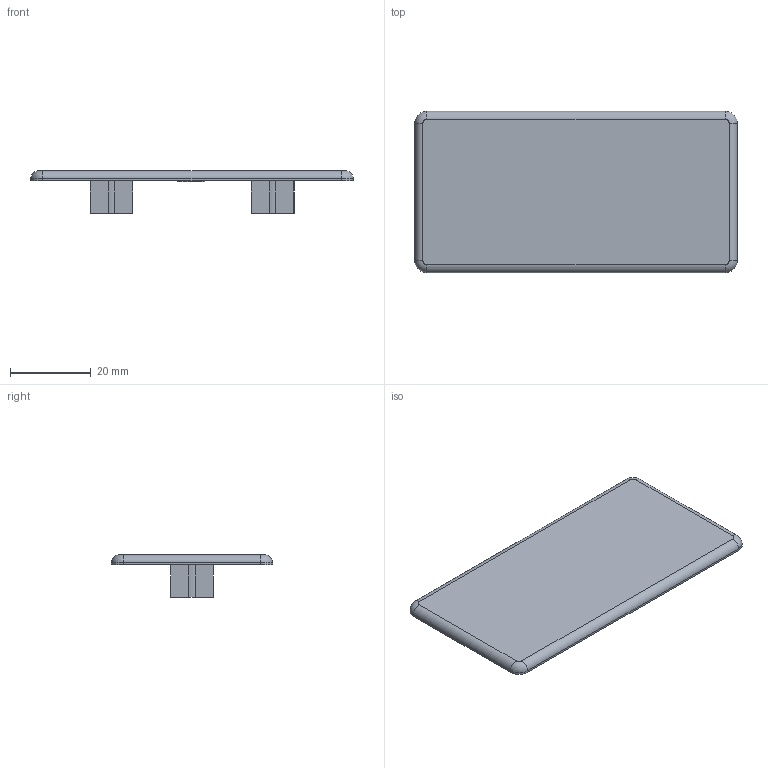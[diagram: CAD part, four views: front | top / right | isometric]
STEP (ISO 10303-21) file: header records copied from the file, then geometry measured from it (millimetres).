
FILE_DESCRIPTION (( 'STEP AP203' ), '1' );
FILE_NAME ('084.201.065.STEP', '2015-02-10T10:03:48', ( '' ), ( '' ), 'SwSTEP 2.0', 'SolidWorks 2012', '' );
FILE_SCHEMA (( 'CONFIG_CONTROL_DESIGN' ));
Length unit declared in the file: millimetre
Products named in the file (1): 084.201.065
Bounding box: 80 x 40 x 10.5 mm (x, y, z)
Volume: 8258.8 mm3; surface area: 7451.1 mm2
Topology: 1 solids, 1 shells, 98 faces, 265 edges, 174 vertices
Faces by surface type: plane 76, cylinder 18, torus 4
Entity records: 3122 total; most frequent: CARTESIAN_POINT 538, ORIENTED_EDGE 530, DIRECTION 503, EDGE_CURVE 265, LINE 225, VECTOR 225, VERTEX_POINT 174, AXIS2_PLACEMENT_3D 139
